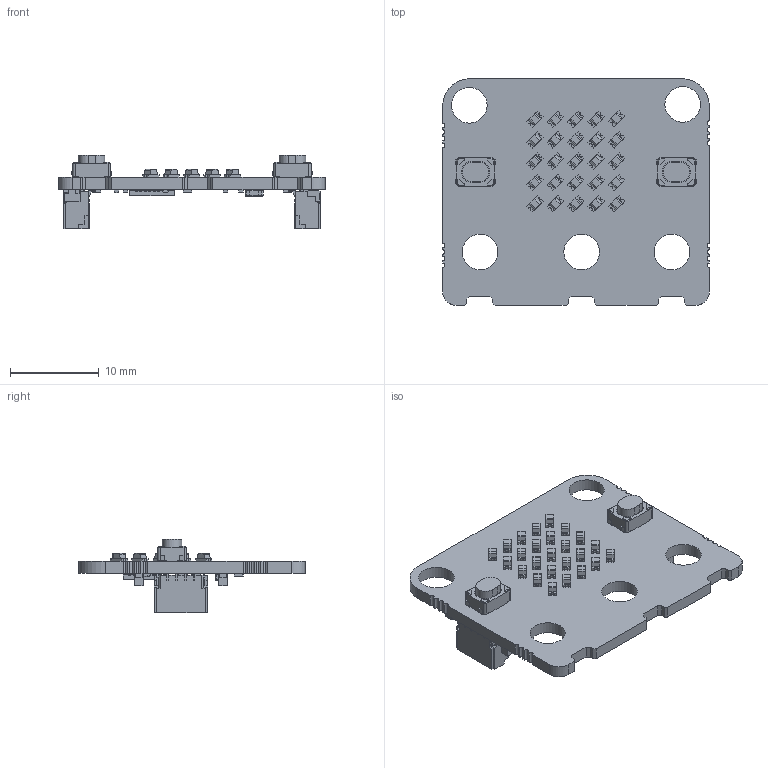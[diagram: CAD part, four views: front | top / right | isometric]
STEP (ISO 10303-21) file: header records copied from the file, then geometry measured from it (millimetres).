
FILE_DESCRIPTION(('Open CASCADE Model'),'2;1');
FILE_NAME('Open CASCADE Shape Model','2025-03-13T06:45:42',('Author'),( 'Open CASCADE'),'Open CASCADE STEP processor 7.5','Open CASCADE 7.5' ,'Unknown');
FILE_SCHEMA(('AUTOMOTIVE_DESIGN { 1 0 10303 214 1 1 1 1 }'));
Length unit declared in the file: millimetre
Products named in the file (67): PCB; Board; Open CASCADE STEP translator 7.5 1.1.1; C4; C0603; 6222674880; Extruded; C3; R3; User Library-R SMD 0402; User Library-R SMD 0402_0402 BODY; User Library-R SMD 0402_0402 PAD; User Library-R SMD 0402_0402 OPIS; R2; R1; U; DUELink-Connector-BM04B-SRSS-TB; D; C2; 0805 SMD Capacitor; C1; C0402; SW2; 4.2x3.2Button; R11; R10; R9; C5; SW1; R5; R4; D25; 0603 LED Green; Solid1; Solid4; D24; D23; D22; D21; D20 ...
Assembly tree (104 placements, depth 4):
  PCB
    Board
      Open CASCADE STEP translator 7.5 1.1.1
    C4
      C0603
      6222674880
        Extruded
    C3
      C0603
      6222674880
        Extruded
    R3
      User Library-R SMD 0402
        User Library-R SMD 0402_0402 BODY
        User Library-R SMD 0402_0402 PAD  x2
        User Library-R SMD 0402_0402 OPIS
    R2
      User Library-R SMD 0402
        User Library-R SMD 0402_0402 BODY
        User Library-R SMD 0402_0402 PAD  x2
        User Library-R SMD 0402_0402 OPIS
    R1
      User Library-R SMD 0402
        User Library-R SMD 0402_0402 BODY
        User Library-R SMD 0402_0402 PAD  x2
        User Library-R SMD 0402_0402 OPIS
    U
      DUELink-Connector-BM04B-SRSS-TB
    D
      DUELink-Connector-BM04B-SRSS-TB
    C2
      0805 SMD Capacitor
    C1
      C0402
    SW2
      4.2x3.2Button
    R11
      User Library-R SMD 0402
        User Library-R SMD 0402_0402 BODY
        User Library-R SMD 0402_0402 PAD  x2
        User Library-R SMD 0402_0402 OPIS
    R10
      User Library-R SMD 0402
        User Library-R SMD 0402_0402 BODY
        User Library-R SMD 0402_0402 PAD  x2
        User Library-R SMD 0402_0402 OPIS
    R9
      User Library-R SMD 0402
        User Library-R SMD 0402_0402 BODY
        User Library-R SMD 0402_0402 PAD  x2
        User Library-R SMD 0402_0402 OPIS
    C5
      C0603
      6222674880
        Extruded
    SW1
      4.2x3.2Button
    R5
      User Library-R SMD 0402
        User Library-R SMD 0402_0402 BODY
Bounding box: 30 x 25.5 x 8.29 mm (x, y, z)
Volume: 1111.7 mm3; surface area: 2645.7 mm2
Topology: 307 solids, 307 shells, 4086 faces, 12573 edges, 12026 vertices
Faces by surface type: plane 2930, cylinder 757, bspline 311, sphere 56, torus 16, revolution 8, cone 8
Full cylindrical faces by diameter (mm): 0.3 x12, 0.5 x6, 4 x5
Entity records: 58926 total; most frequent: CARTESIAN_POINT 15275, DIRECTION 7663, ORIENTED_EDGE 6198, LINE 3671, VECTOR 3671, EDGE_CURVE 3099, AXIS2_PLACEMENT_3D 1992, VERTEX_POINT 1984
